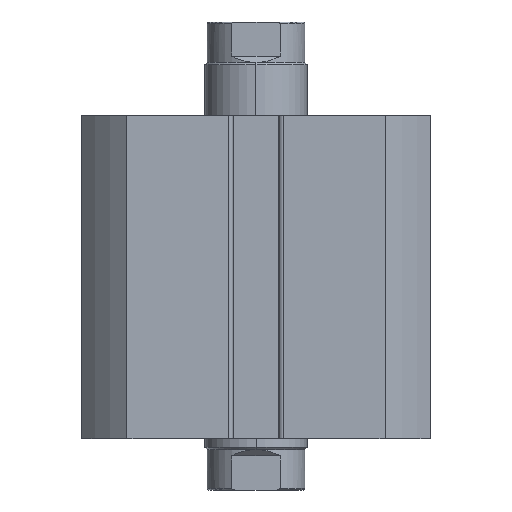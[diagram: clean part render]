
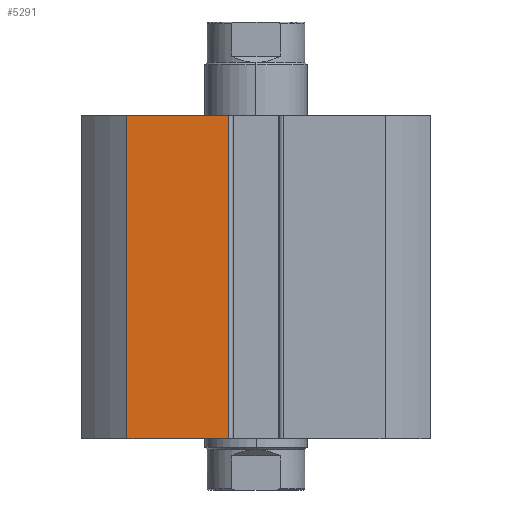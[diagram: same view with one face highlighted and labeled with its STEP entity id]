
A CAD part, front view. The second image highlights one B-rep face of the part: STEP entity #5291.
In plain terms, the highlighted planar face has unit normal (0, -1, 0).
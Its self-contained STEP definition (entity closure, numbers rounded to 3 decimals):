
#72 = CARTESIAN_POINT ( 'NONE',  ( -20.5, -20.5, 38. ) ) ;
#73 = DIRECTION ( 'NONE',  ( 1., 0., 0. ) ) ;
#570 = EDGE_CURVE ( 'NONE', #2605, #2241, #3122, .T. ) ;
#579 = EDGE_CURVE ( 'NONE', #2610, #2228, #3162, .T. ) ;
#1085 = CARTESIAN_POINT ( 'NONE',  ( -3.2, -20.5, 0. ) ) ;
#1090 = CARTESIAN_POINT ( 'NONE',  ( -15.166, -20.5, 0. ) ) ;
#1106 = CARTESIAN_POINT ( 'NONE',  ( -3.2, -20.5, 38. ) ) ;
#1245 = CARTESIAN_POINT ( 'NONE',  ( -15.166, -20.5, 38. ) ) ;
#1561 = VECTOR ( 'NONE', #73, 1000. ) ;
#1563 = LINE ( 'NONE', #72, #1561 ) ;
#1877 = LINE ( 'NONE', #4019, #1878 ) ;
#1878 = VECTOR ( 'NONE', #3927, 1000. ) ;
#2151 = FACE_OUTER_BOUND ( 'NONE', #4407, .T. ) ;
#2228 = VERTEX_POINT ( 'NONE', #1245 ) ;
#2241 = VERTEX_POINT ( 'NONE', #1106 ) ;
#2411 = DIRECTION ( 'NONE',  ( 0., 0., 1. ) ) ;
#2605 = VERTEX_POINT ( 'NONE', #1085 ) ;
#2610 = VERTEX_POINT ( 'NONE', #1090 ) ;
#2987 = EDGE_CURVE ( 'NONE', #2610, #2605, #1877, .T. ) ;
#3120 = VECTOR ( 'NONE', #5932, 1000. ) ;
#3122 = LINE ( 'NONE', #6048, #3120 ) ;
#3162 = LINE ( 'NONE', #5929, #3169 ) ;
#3169 = VECTOR ( 'NONE', #2411, 1000. ) ;
#3440 = DIRECTION ( 'NONE',  ( 0., 0., 1. ) ) ;
#3467 = PLANE ( 'NONE',  #5548 ) ;
#3471 = CARTESIAN_POINT ( 'NONE',  ( -20.5, -20.5, 38. ) ) ;
#3479 = DIRECTION ( 'NONE',  ( 0., 1., 0. ) ) ;
#3927 = DIRECTION ( 'NONE',  ( 1., 0., 0. ) ) ;
#4019 = CARTESIAN_POINT ( 'NONE',  ( -20.5, -20.5, 0. ) ) ;
#4407 = EDGE_LOOP ( 'NONE', ( #4805, #4986, #5014, #4851 ) ) ;
#4805 = ORIENTED_EDGE ( 'NONE', *, *, #579, .F. ) ;
#4851 = ORIENTED_EDGE ( 'NONE', *, *, #6096, .F. ) ;
#4986 = ORIENTED_EDGE ( 'NONE', *, *, #2987, .T. ) ;
#5014 = ORIENTED_EDGE ( 'NONE', *, *, #570, .T. ) ;
#5291 = ADVANCED_FACE ( 'NONE', ( #2151 ), #3467, .F. ) ;
#5548 = AXIS2_PLACEMENT_3D ( 'NONE', #3471, #3479, #3440 ) ;
#5929 = CARTESIAN_POINT ( 'NONE',  ( -15.166, -20.5, 0. ) ) ;
#5932 = DIRECTION ( 'NONE',  ( 0., 0., 1. ) ) ;
#6048 = CARTESIAN_POINT ( 'NONE',  ( -3.2, -20.5, 38. ) ) ;
#6096 = EDGE_CURVE ( 'NONE', #2228, #2241, #1563, .T. ) ;
